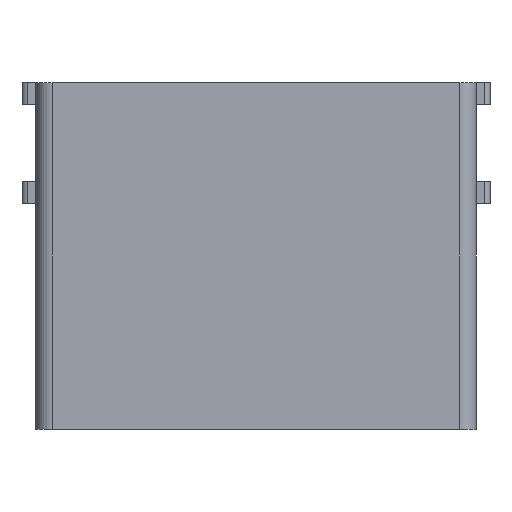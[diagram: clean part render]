
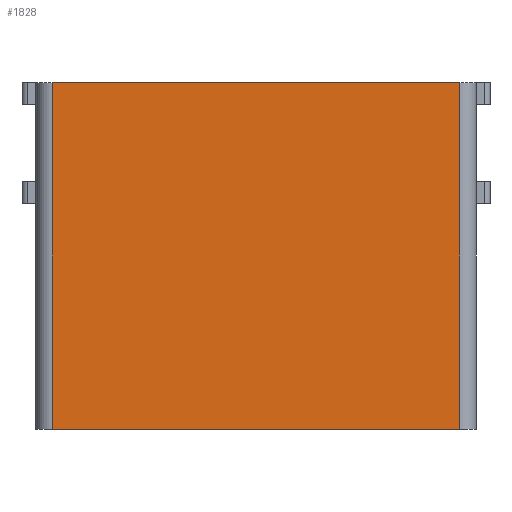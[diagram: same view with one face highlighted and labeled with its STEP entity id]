
A CAD part, front view. The second image highlights one B-rep face of the part: STEP entity #1828.
In plain terms, the highlighted planar face has unit normal (0, -1, 0).
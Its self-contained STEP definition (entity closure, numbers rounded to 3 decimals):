
#43 = PLANE('',#44);
#44 = AXIS2_PLACEMENT_3D('',#45,#46,#47);
#45 = CARTESIAN_POINT('',(-281.5,59.,133.));
#46 = DIRECTION('',(0.,0.,1.));
#47 = DIRECTION('',(0.,-1.,0.));
#68 = VERTEX_POINT('',#69);
#69 = CARTESIAN_POINT('',(-276.,13.,133.));
#84 = CYLINDRICAL_SURFACE('',#85,3.);
#85 = AXIS2_PLACEMENT_3D('',#86,#87,#88);
#86 = CARTESIAN_POINT('',(-276.,16.,70.));
#87 = DIRECTION('',(0.,0.,1.));
#88 = DIRECTION('',(-1.,0.,0.));
#96 = EDGE_CURVE('',#68,#97,#99,.T.);
#97 = VERTEX_POINT('',#98);
#98 = CARTESIAN_POINT('',(-202.,13.,133.));
#99 = SURFACE_CURVE('',#100,(#104,#111),.PCURVE_S1.);
#100 = LINE('',#101,#102);
#101 = CARTESIAN_POINT('',(-279.,13.,133.));
#102 = VECTOR('',#103,1.);
#103 = DIRECTION('',(1.,0.,0.));
#104 = PCURVE('',#43,#105);
#105 = DEFINITIONAL_REPRESENTATION('',(#106),#110);
#106 = LINE('',#107,#108);
#107 = CARTESIAN_POINT('',(46.,2.5));
#108 = VECTOR('',#109,1.);
#109 = DIRECTION('',(0.,1.));
#110 = ( GEOMETRIC_REPRESENTATION_CONTEXT(2) 
PARAMETRIC_REPRESENTATION_CONTEXT() REPRESENTATION_CONTEXT('2D SPACE',''
  ) );
#111 = PCURVE('',#112,#117);
#112 = PLANE('',#113);
#113 = AXIS2_PLACEMENT_3D('',#114,#115,#116);
#114 = CARTESIAN_POINT('',(-279.,13.,70.));
#115 = DIRECTION('',(0.,-1.,0.));
#116 = DIRECTION('',(0.,0.,1.));
#117 = DEFINITIONAL_REPRESENTATION('',(#118),#122);
#118 = LINE('',#119,#120);
#119 = CARTESIAN_POINT('',(63.,0.));
#120 = VECTOR('',#121,1.);
#121 = DIRECTION('',(0.,-1.));
#122 = ( GEOMETRIC_REPRESENTATION_CONTEXT(2) 
PARAMETRIC_REPRESENTATION_CONTEXT() REPRESENTATION_CONTEXT('2D SPACE',''
  ) );
#141 = CYLINDRICAL_SURFACE('',#142,3.);
#142 = AXIS2_PLACEMENT_3D('',#143,#144,#145);
#143 = CARTESIAN_POINT('',(-202.,16.,70.));
#144 = DIRECTION('',(0.,0.,1.));
#145 = DIRECTION('',(0.,-1.,0.));
#1041 = PLANE('',#1042);
#1042 = AXIS2_PLACEMENT_3D('',#1043,#1044,#1045);
#1043 = CARTESIAN_POINT('',(-279.,93.,70.));
#1044 = DIRECTION('',(0.,0.,1.));
#1045 = DIRECTION('',(0.,-1.,0.));
#1734 = VERTEX_POINT('',#1735);
#1735 = CARTESIAN_POINT('',(-276.,13.,70.));
#1757 = EDGE_CURVE('',#1734,#68,#1758,.T.);
#1758 = SURFACE_CURVE('',#1759,(#1763,#1770),.PCURVE_S1.);
#1759 = LINE('',#1760,#1761);
#1760 = CARTESIAN_POINT('',(-276.,13.,70.));
#1761 = VECTOR('',#1762,1.);
#1762 = DIRECTION('',(0.,0.,1.));
#1763 = PCURVE('',#84,#1764);
#1764 = DEFINITIONAL_REPRESENTATION('',(#1765),#1769);
#1765 = LINE('',#1766,#1767);
#1766 = CARTESIAN_POINT('',(1.571,0.));
#1767 = VECTOR('',#1768,1.);
#1768 = DIRECTION('',(0.,1.));
#1769 = ( GEOMETRIC_REPRESENTATION_CONTEXT(2) 
PARAMETRIC_REPRESENTATION_CONTEXT() REPRESENTATION_CONTEXT('2D SPACE',''
  ) );
#1770 = PCURVE('',#112,#1771);
#1771 = DEFINITIONAL_REPRESENTATION('',(#1772),#1776);
#1772 = LINE('',#1773,#1774);
#1773 = CARTESIAN_POINT('',(0.,-3.));
#1774 = VECTOR('',#1775,1.);
#1775 = DIRECTION('',(1.,0.));
#1776 = ( GEOMETRIC_REPRESENTATION_CONTEXT(2) 
PARAMETRIC_REPRESENTATION_CONTEXT() REPRESENTATION_CONTEXT('2D SPACE',''
  ) );
#1828 = ADVANCED_FACE('',(#1829),#112,.T.);
#1829 = FACE_BOUND('',#1830,.T.);
#1830 = EDGE_LOOP('',(#1831,#1854,#1875,#1876));
#1831 = ORIENTED_EDGE('',*,*,#1832,.T.);
#1832 = EDGE_CURVE('',#1734,#1833,#1835,.T.);
#1833 = VERTEX_POINT('',#1834);
#1834 = CARTESIAN_POINT('',(-202.,13.,70.));
#1835 = SURFACE_CURVE('',#1836,(#1840,#1847),.PCURVE_S1.);
#1836 = LINE('',#1837,#1838);
#1837 = CARTESIAN_POINT('',(-279.,13.,70.));
#1838 = VECTOR('',#1839,1.);
#1839 = DIRECTION('',(1.,0.,0.));
#1840 = PCURVE('',#112,#1841);
#1841 = DEFINITIONAL_REPRESENTATION('',(#1842),#1846);
#1842 = LINE('',#1843,#1844);
#1843 = CARTESIAN_POINT('',(0.,0.));
#1844 = VECTOR('',#1845,1.);
#1845 = DIRECTION('',(0.,-1.));
#1846 = ( GEOMETRIC_REPRESENTATION_CONTEXT(2) 
PARAMETRIC_REPRESENTATION_CONTEXT() REPRESENTATION_CONTEXT('2D SPACE',''
  ) );
#1847 = PCURVE('',#1041,#1848);
#1848 = DEFINITIONAL_REPRESENTATION('',(#1849),#1853);
#1849 = LINE('',#1850,#1851);
#1850 = CARTESIAN_POINT('',(80.,0.));
#1851 = VECTOR('',#1852,1.);
#1852 = DIRECTION('',(0.,1.));
#1853 = ( GEOMETRIC_REPRESENTATION_CONTEXT(2) 
PARAMETRIC_REPRESENTATION_CONTEXT() REPRESENTATION_CONTEXT('2D SPACE',''
  ) );
#1854 = ORIENTED_EDGE('',*,*,#1855,.T.);
#1855 = EDGE_CURVE('',#1833,#97,#1856,.T.);
#1856 = SURFACE_CURVE('',#1857,(#1861,#1868),.PCURVE_S1.);
#1857 = LINE('',#1858,#1859);
#1858 = CARTESIAN_POINT('',(-202.,13.,70.));
#1859 = VECTOR('',#1860,1.);
#1860 = DIRECTION('',(0.,0.,1.));
#1861 = PCURVE('',#112,#1862);
#1862 = DEFINITIONAL_REPRESENTATION('',(#1863),#1867);
#1863 = LINE('',#1864,#1865);
#1864 = CARTESIAN_POINT('',(0.,-77.));
#1865 = VECTOR('',#1866,1.);
#1866 = DIRECTION('',(1.,0.));
#1867 = ( GEOMETRIC_REPRESENTATION_CONTEXT(2) 
PARAMETRIC_REPRESENTATION_CONTEXT() REPRESENTATION_CONTEXT('2D SPACE',''
  ) );
#1868 = PCURVE('',#141,#1869);
#1869 = DEFINITIONAL_REPRESENTATION('',(#1870),#1874);
#1870 = LINE('',#1871,#1872);
#1871 = CARTESIAN_POINT('',(0.,0.));
#1872 = VECTOR('',#1873,1.);
#1873 = DIRECTION('',(0.,1.));
#1874 = ( GEOMETRIC_REPRESENTATION_CONTEXT(2) 
PARAMETRIC_REPRESENTATION_CONTEXT() REPRESENTATION_CONTEXT('2D SPACE',''
  ) );
#1875 = ORIENTED_EDGE('',*,*,#96,.F.);
#1876 = ORIENTED_EDGE('',*,*,#1757,.F.);
